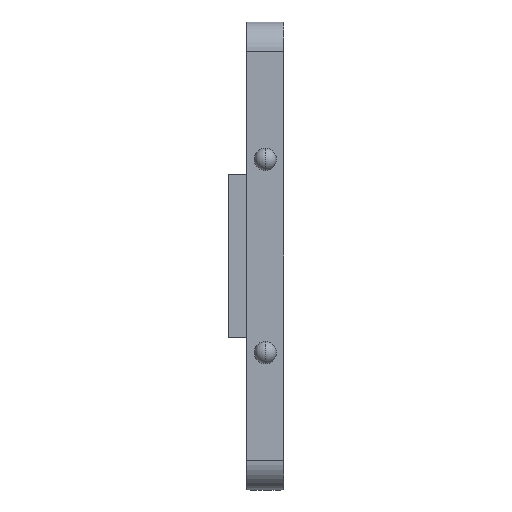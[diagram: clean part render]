
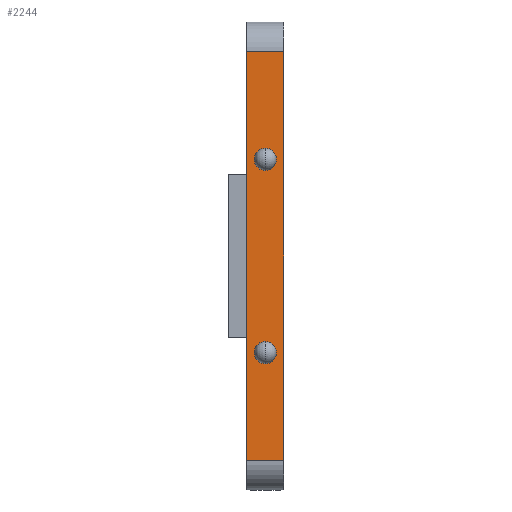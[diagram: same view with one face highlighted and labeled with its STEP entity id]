
A CAD part, left-side view. The second image highlights one B-rep face of the part: STEP entity #2244.
In plain terms, the highlighted planar face has unit normal (-1, 0, 0).
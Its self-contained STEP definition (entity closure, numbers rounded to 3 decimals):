
#41 = EDGE_CURVE ( 'NONE', #1364, #2208, #1701, .T. ) ;
#143 = DIRECTION ( 'NONE',  ( 0., 0., -1. ) ) ;
#152 = VERTEX_POINT ( 'NONE', #997 ) ;
#175 = EDGE_LOOP ( 'NONE', ( #2164, #861 ) ) ;
#179 = EDGE_CURVE ( 'NONE', #431, #1548, #1628, .T. ) ;
#199 = CARTESIAN_POINT ( 'NONE',  ( -73., 0., 13. ) ) ;
#262 = ORIENTED_EDGE ( 'NONE', *, *, #635, .F. ) ;
#308 = EDGE_LOOP ( 'NONE', ( #1884, #1626, #1047, #1693 ) ) ;
#312 = CARTESIAN_POINT ( 'NONE',  ( -73., 2.5, 31.5 ) ) ;
#378 = VERTEX_POINT ( 'NONE', #1472 ) ;
#383 = CARTESIAN_POINT ( 'NONE',  ( -73., 0., -14.5 ) ) ;
#406 = DIRECTION ( 'NONE',  ( 0., 0., 1. ) ) ;
#431 = VERTEX_POINT ( 'NONE', #1349 ) ;
#456 = CIRCLE ( 'NONE', #2404, 1.5 ) ;
#464 = CARTESIAN_POINT ( 'NONE',  ( -73., 0., -11.5 ) ) ;
#476 = FACE_BOUND ( 'NONE', #175, .T. ) ;
#509 = AXIS2_PLACEMENT_3D ( 'NONE', #1081, #1338, #1094 ) ;
#515 = EDGE_CURVE ( 'NONE', #431, #152, #697, .T. ) ;
#625 = CARTESIAN_POINT ( 'NONE',  ( -73., 0., -13. ) ) ;
#635 = EDGE_CURVE ( 'NONE', #1956, #2592, #2546, .T. ) ;
#680 = EDGE_CURVE ( 'NONE', #378, #1548, #1899, .T. ) ;
#682 = CARTESIAN_POINT ( 'NONE',  ( -73., 0., 11.5 ) ) ;
#697 = LINE ( 'NONE', #1179, #704 ) ;
#704 = VECTOR ( 'NONE', #1794, 1000. ) ;
#722 = EDGE_CURVE ( 'NONE', #2592, #1956, #456, .T. ) ;
#839 = DIRECTION ( 'NONE',  ( -1., 0., 0. ) ) ;
#861 = ORIENTED_EDGE ( 'NONE', *, *, #41, .F. ) ;
#868 = PLANE ( 'NONE',  #509 ) ;
#879 = FACE_OUTER_BOUND ( 'NONE', #308, .T. ) ;
#923 = CARTESIAN_POINT ( 'NONE',  ( -73., 0., 13. ) ) ;
#961 = VECTOR ( 'NONE', #2232, 1000. ) ;
#965 = DIRECTION ( 'NONE',  ( -1., 0., 0. ) ) ;
#997 = CARTESIAN_POINT ( 'NONE',  ( -73., 2.5, 27.5 ) ) ;
#1008 = DIRECTION ( 'NONE',  ( 0., -1., 0. ) ) ;
#1047 = ORIENTED_EDGE ( 'NONE', *, *, #2331, .F. ) ;
#1081 = CARTESIAN_POINT ( 'NONE',  ( -73., 0., 0. ) ) ;
#1094 = DIRECTION ( 'NONE',  ( 0., 0., -1. ) ) ;
#1179 = CARTESIAN_POINT ( 'NONE',  ( -73., 2.5, 27.5 ) ) ;
#1294 = CARTESIAN_POINT ( 'NONE',  ( -73., -2.5, -27.5 ) ) ;
#1324 = FACE_BOUND ( 'NONE', #2498, .T. ) ;
#1338 = DIRECTION ( 'NONE',  ( -1., 0., 0. ) ) ;
#1349 = CARTESIAN_POINT ( 'NONE',  ( -73., -2.5, 27.5 ) ) ;
#1364 = VERTEX_POINT ( 'NONE', #1476 ) ;
#1378 = CIRCLE ( 'NONE', #1604, 1.5 ) ;
#1412 = DIRECTION ( 'NONE',  ( -1., 0., 0. ) ) ;
#1448 = CARTESIAN_POINT ( 'NONE',  ( -73., -2.5, 31.5 ) ) ;
#1468 = EDGE_CURVE ( 'NONE', #2208, #1364, #1378, .T. ) ;
#1472 = CARTESIAN_POINT ( 'NONE',  ( -73., 2.5, -27.5 ) ) ;
#1476 = CARTESIAN_POINT ( 'NONE',  ( -73., 0., 14.5 ) ) ;
#1548 = VERTEX_POINT ( 'NONE', #1294 ) ;
#1595 = DIRECTION ( 'NONE',  ( 0., 0., 1. ) ) ;
#1604 = AXIS2_PLACEMENT_3D ( 'NONE', #199, #839, #1704 ) ;
#1626 = ORIENTED_EDGE ( 'NONE', *, *, #515, .T. ) ;
#1628 = LINE ( 'NONE', #1448, #2396 ) ;
#1641 = CARTESIAN_POINT ( 'NONE',  ( -73., -2.5, -27.5 ) ) ;
#1665 = ORIENTED_EDGE ( 'NONE', *, *, #722, .F. ) ;
#1693 = ORIENTED_EDGE ( 'NONE', *, *, #680, .T. ) ;
#1701 = CIRCLE ( 'NONE', #2436, 1.5 ) ;
#1704 = DIRECTION ( 'NONE',  ( 0., 0., 1. ) ) ;
#1756 = DIRECTION ( 'NONE',  ( -1., 0., 0. ) ) ;
#1769 = AXIS2_PLACEMENT_3D ( 'NONE', #2073, #1412, #2284 ) ;
#1794 = DIRECTION ( 'NONE',  ( 0., 1., 0. ) ) ;
#1884 = ORIENTED_EDGE ( 'NONE', *, *, #179, .F. ) ;
#1899 = LINE ( 'NONE', #1641, #2632 ) ;
#1956 = VERTEX_POINT ( 'NONE', #464 ) ;
#2073 = CARTESIAN_POINT ( 'NONE',  ( -73., 0., -13. ) ) ;
#2164 = ORIENTED_EDGE ( 'NONE', *, *, #1468, .F. ) ;
#2208 = VERTEX_POINT ( 'NONE', #682 ) ;
#2232 = DIRECTION ( 'NONE',  ( 0., 0., 1. ) ) ;
#2244 = ADVANCED_FACE ( 'NONE', ( #1324, #476, #879 ), #868, .T. ) ;
#2258 = LINE ( 'NONE', #312, #961 ) ;
#2284 = DIRECTION ( 'NONE',  ( 0., 0., 1. ) ) ;
#2331 = EDGE_CURVE ( 'NONE', #378, #152, #2258, .T. ) ;
#2396 = VECTOR ( 'NONE', #143, 1000. ) ;
#2404 = AXIS2_PLACEMENT_3D ( 'NONE', #625, #1756, #406 ) ;
#2436 = AXIS2_PLACEMENT_3D ( 'NONE', #923, #965, #1595 ) ;
#2498 = EDGE_LOOP ( 'NONE', ( #1665, #262 ) ) ;
#2546 = CIRCLE ( 'NONE', #1769, 1.5 ) ;
#2592 = VERTEX_POINT ( 'NONE', #383 ) ;
#2632 = VECTOR ( 'NONE', #1008, 1000. ) ;
